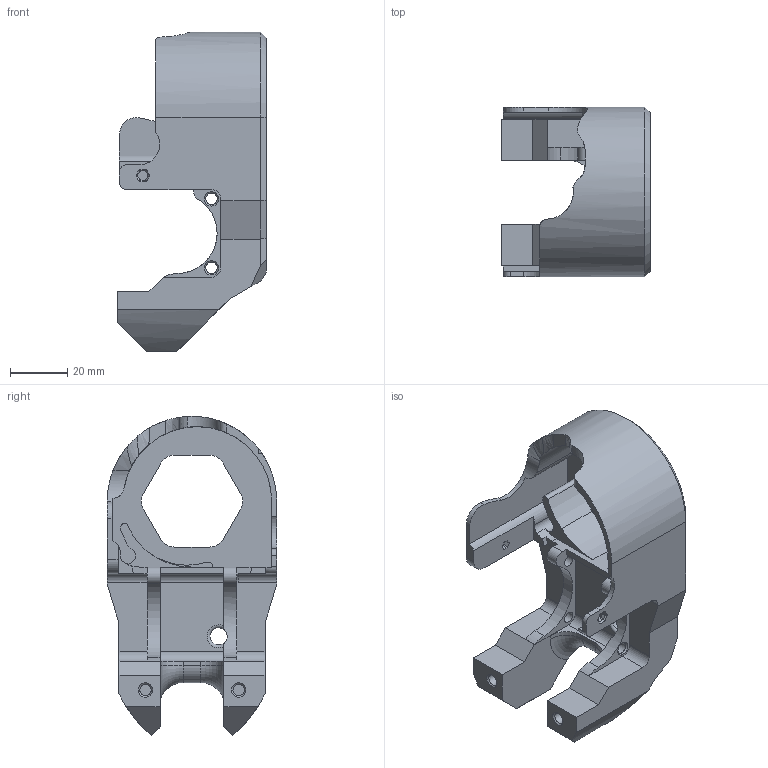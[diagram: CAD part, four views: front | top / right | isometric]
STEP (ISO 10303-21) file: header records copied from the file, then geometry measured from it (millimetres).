
FILE_DESCRIPTION(/* description */ (''),/* implementation_level */ '2;1');
FILE_NAME(/* name */ 'Main Shroud for Orbiter Sensor.step',/* time_stamp */ '2024-11-15T11:38:46+02:00',/* author */ (''),/* organization */ (''),/* preprocessor_version */ 'ST-DEVELOPER v20',/* originating_system */ 'Autodesk Translation Framework v13.20.0.188',/* authorisation */ '');
FILE_SCHEMA (('AUTOMOTIVE_DESIGN { 1 0 10303 214 3 1 1 }'));
Length unit declared in the file: millimetre
Products named in the file (1): Main Shroud
Bounding box: 51.74 x 59 x 111.15 mm (x, y, z)
Volume: 52534.3 mm3; surface area: 33662.2 mm2
Topology: 1 solids, 1 shells, 343 faces, 976 edges, 631 vertices
Faces by surface type: plane 169, cylinder 107, bspline 37, cone 25, torus 5
Full cylindrical faces by diameter (mm): 4 x9, 6 x1
Entity records: 12924 total; most frequent: CARTESIAN_POINT 4228, ORIENTED_EDGE 1952, DIRECTION 1627, EDGE_CURVE 976, VERTEX_POINT 631, AXIS2_PLACEMENT_3D 553, LINE 521, VECTOR 521
